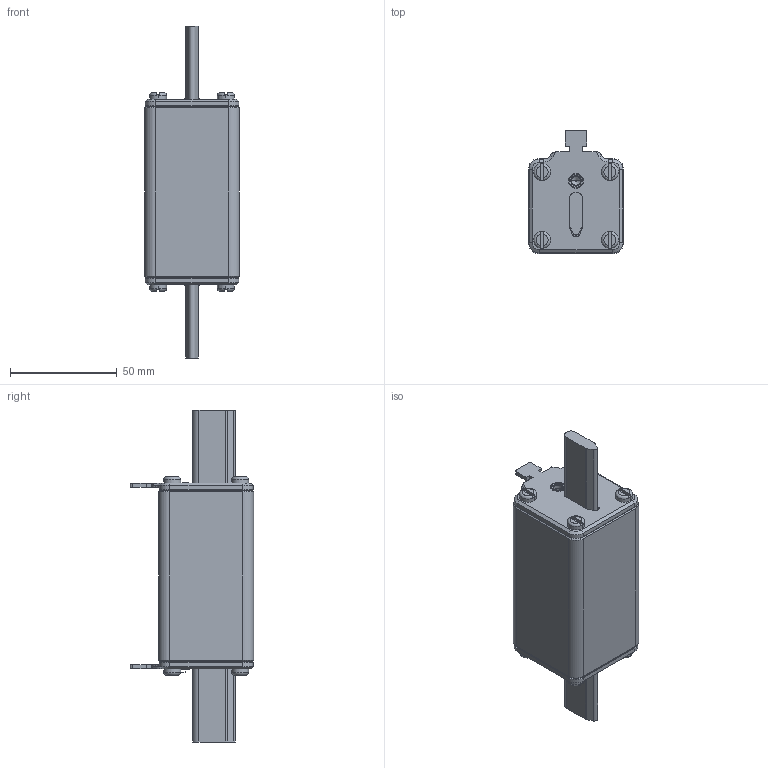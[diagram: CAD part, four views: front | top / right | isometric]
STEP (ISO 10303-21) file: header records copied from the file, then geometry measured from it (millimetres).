
FILE_DESCRIPTION((''),'2;1');
FILE_NAME('NH1_85_ASM','2025-02-27T11:43:20',('klemen.sitar'),('Audax d.o.o.'),'CREO PARAMETRIC BY PTC INC, 2021304','CREO PARAMETRIC BY PTC INC, 2021304','');
FILE_SCHEMA(('AP242_MANAGED_MODEL_BASED_3D_ENGINEERING_MIM_LF { 1 0 10303 442 1 1 4 }'));
Length unit declared in the file: millimetre
Products named in the file (11): OSN-TAL-VLO-NV-44_5X44_5-D35_8; 0000033189_1; 0000033173_1; 0000036716_1; PRITRDILEC_1; NOZ_ASM_2_ASM; PRT0006_1; 0000011580_1; 0000032608_1; 0000002790_5; NH1_85_ASM
Assembly tree (20 placements, depth 3):
  NH1_85_ASM
    OSN-TAL-VLO-NV-44_5X44_5-D35_8
    0000033189_1  x2
    0000033173_1  x2
    NOZ_ASM_2_ASM  x2
      0000036716_1
      PRITRDILEC_1
    PRT0006_1
    0000011580_1
    0000032608_1  x8
    0000002790_5
Bounding box: 44.5 x 57.75 x 155.6 mm (x, y, z)
Volume: 104999.2 mm3; surface area: 49624.6 mm2
Topology: 20 solids, 20 shells, 580 faces, 1419 edges, 892 vertices
Faces by surface type: plane 276, cylinder 181, cone 72, torus 48, bspline 3
Entity records: 12843 total; most frequent: CARTESIAN_POINT 1940, DIRECTION 1730, ORIENTED_EDGE 1544, EDGE_CURVE 772, PRESENTATION_STYLE_ASSIGNMENT 761, STYLED_ITEM 758, CURVE_STYLE 736, AXIS2_PLACEMENT_3D 629
